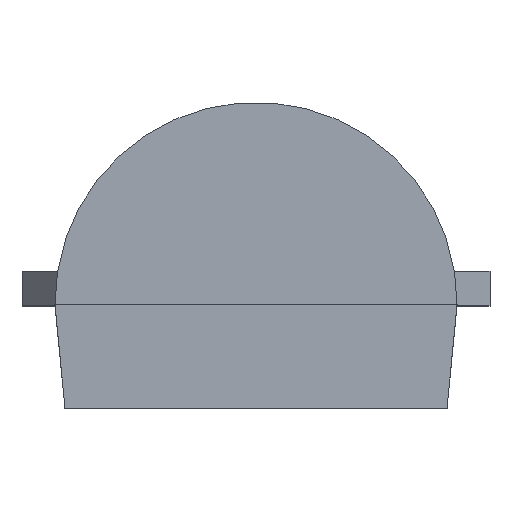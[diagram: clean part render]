
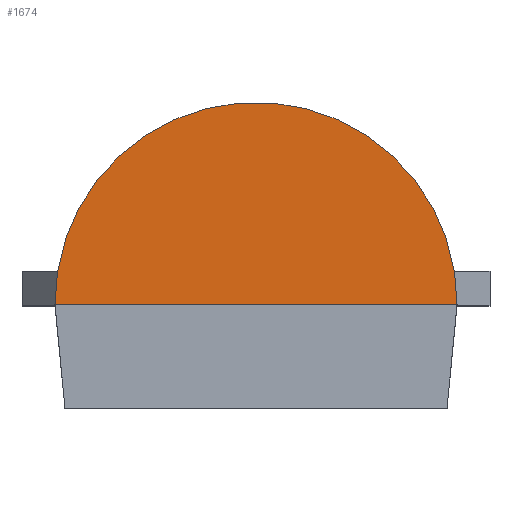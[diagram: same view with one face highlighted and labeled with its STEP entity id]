
A CAD part, top view. The second image highlights one B-rep face of the part: STEP entity #1674.
In plain terms, the highlighted planar face has unit normal (0, 0, 1).
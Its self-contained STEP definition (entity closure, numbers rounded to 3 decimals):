
#24 = VERTEX_POINT('',#25);
#25 = CARTESIAN_POINT('',(-2.38,-0.205,7.825));
#71 = EDGE_CURVE('',#72,#24,#74,.T.);
#72 = VERTEX_POINT('',#73);
#73 = CARTESIAN_POINT('',(2.38,-0.205,7.825));
#74 = CIRCLE('',#75,2.38);
#75 = AXIS2_PLACEMENT_3D('',#76,#77,#78);
#76 = CARTESIAN_POINT('',(0.,-0.19,7.825));
#77 = DIRECTION('',(0.,0.,1.));
#78 = DIRECTION('',(-1.,0.,0.));
#1565 = EDGE_CURVE('',#72,#24,#1566,.T.);
#1566 = LINE('',#1567,#1568);
#1567 = CARTESIAN_POINT('',(2.38,-0.205,7.825));
#1568 = VECTOR('',#1569,1.);
#1569 = DIRECTION('',(-1.,0.,0.));
#1674 = ADVANCED_FACE('',(#1675),#1679,.T.);
#1675 = FACE_BOUND('',#1676,.T.);
#1676 = EDGE_LOOP('',(#1677,#1678));
#1677 = ORIENTED_EDGE('',*,*,#71,.T.);
#1678 = ORIENTED_EDGE('',*,*,#1565,.F.);
#1679 = PLANE('',#1680);
#1680 = AXIS2_PLACEMENT_3D('',#1681,#1682,#1683);
#1681 = CARTESIAN_POINT('',(0.,0.626,7.825));
#1682 = DIRECTION('',(0.,0.,1.));
#1683 = DIRECTION('',(-1.,0.,0.));
